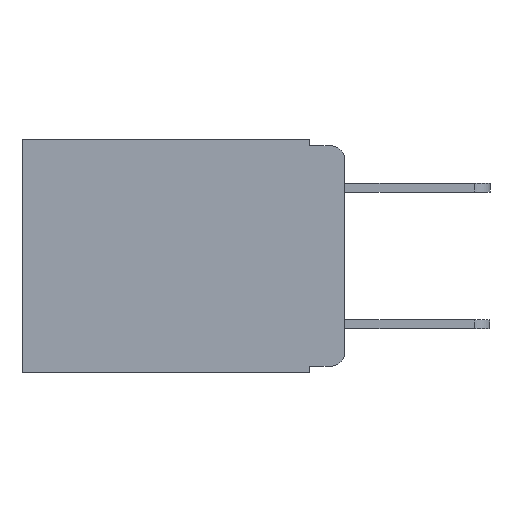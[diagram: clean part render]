
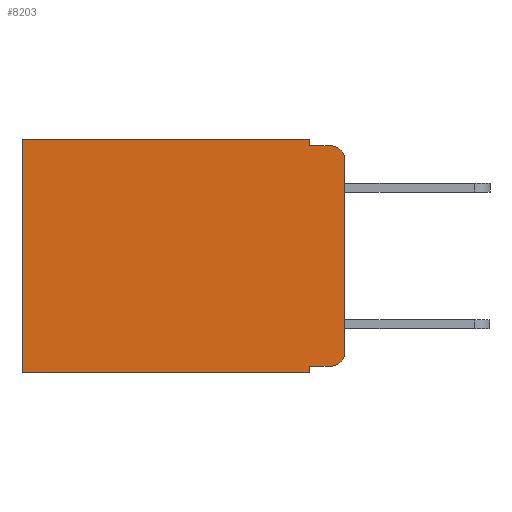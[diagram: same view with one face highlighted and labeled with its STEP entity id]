
A CAD part, left-side view. The second image highlights one B-rep face of the part: STEP entity #8203.
In plain terms, the highlighted planar face has unit normal (-1, 0, 0).
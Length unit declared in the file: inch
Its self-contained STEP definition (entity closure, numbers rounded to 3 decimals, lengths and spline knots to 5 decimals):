
#269 = DIRECTION ( 'NONE',  ( 0., 0., -1. ) ) ;
#497 = LINE ( 'NONE', #3435, #7321 ) ;
#679 = EDGE_CURVE ( 'NONE', #2970, #3347, #838, .T. ) ;
#694 = EDGE_CURVE ( 'NONE', #2772, #3877, #497, .T. ) ;
#732 = VERTEX_POINT ( 'NONE', #2389 ) ;
#773 = CARTESIAN_POINT ( 'NONE',  ( 0.298, 0.051, -0.343 ) ) ;
#838 = LINE ( 'NONE', #2936, #9435 ) ;
#934 = CARTESIAN_POINT ( 'NONE',  ( 0.298, 0.473, 0. ) ) ;
#1065 = ORIENTED_EDGE ( 'NONE', *, *, #6053, .T. ) ;
#1173 = VERTEX_POINT ( 'NONE', #9898 ) ;
#1383 = EDGE_CURVE ( 'NONE', #6301, #732, #10367, .T. ) ;
#1661 = CARTESIAN_POINT ( 'NONE',  ( 0.298, 0., -0.343 ) ) ;
#2103 = CARTESIAN_POINT ( 'NONE',  ( 0.298, 0., -0.313 ) ) ;
#2238 = ORIENTED_EDGE ( 'NONE', *, *, #5489, .T. ) ;
#2389 = CARTESIAN_POINT ( 'NONE',  ( 0.298, 0.473, -0.343 ) ) ;
#2503 = EDGE_CURVE ( 'NONE', #2899, #5689, #9061, .T. ) ;
#2504 = EDGE_CURVE ( 'NONE', #2970, #7379, #5062, .T. ) ;
#2525 = DIRECTION ( 'NONE',  ( -1., 0., 0. ) ) ;
#2532 = EDGE_CURVE ( 'NONE', #2899, #6301, #8615, .T. ) ;
#2623 = VECTOR ( 'NONE', #6006, 39.37008 ) ;
#2662 = LINE ( 'NONE', #8539, #4834 ) ;
#2772 = VERTEX_POINT ( 'NONE', #8447 ) ;
#2827 = DIRECTION ( 'NONE',  ( 0., 0., -1. ) ) ;
#2899 = VERTEX_POINT ( 'NONE', #9951 ) ;
#2936 = CARTESIAN_POINT ( 'NONE',  ( 0.298, 0., 0. ) ) ;
#2970 = VERTEX_POINT ( 'NONE', #9802 ) ;
#3045 = ORIENTED_EDGE ( 'NONE', *, *, #2503, .T. ) ;
#3347 = VERTEX_POINT ( 'NONE', #2103 ) ;
#3435 = CARTESIAN_POINT ( 'NONE',  ( 0.298, 0., 0. ) ) ;
#3582 = DIRECTION ( 'NONE',  ( 0., 0., -1. ) ) ;
#3820 = DIRECTION ( 'NONE',  ( 0., -1., 0. ) ) ;
#3877 = VERTEX_POINT ( 'NONE', #934 ) ;
#3976 = ORIENTED_EDGE ( 'NONE', *, *, #1383, .F. ) ;
#4450 = ORIENTED_EDGE ( 'NONE', *, *, #2532, .F. ) ;
#4477 = CARTESIAN_POINT ( 'NONE',  ( 0.298, 0.02, -0.333 ) ) ;
#4593 = CARTESIAN_POINT ( 'NONE',  ( 0.298, 0.02, -0.03 ) ) ;
#4743 = AXIS2_PLACEMENT_3D ( 'NONE', #4593, #2525, #2827 ) ;
#4745 = PLANE ( 'NONE',  #5927 ) ;
#4834 = VECTOR ( 'NONE', #3820, 39.37008 ) ;
#4986 = ORIENTED_EDGE ( 'NONE', *, *, #679, .F. ) ;
#5043 = AXIS2_PLACEMENT_3D ( 'NONE', #8058, #8313, #8304 ) ;
#5062 = CIRCLE ( 'NONE', #4743, 0.02 ) ;
#5489 = EDGE_CURVE ( 'NONE', #5689, #3347, #10294, .T. ) ;
#5689 = VERTEX_POINT ( 'NONE', #4477 ) ;
#5927 = AXIS2_PLACEMENT_3D ( 'NONE', #8520, #10617, #6378 ) ;
#6006 = DIRECTION ( 'NONE',  ( 0., -1., 0. ) ) ;
#6034 = CARTESIAN_POINT ( 'NONE',  ( 0.298, 0.051, -0.333 ) ) ;
#6053 = EDGE_CURVE ( 'NONE', #3877, #732, #7560, .T. ) ;
#6301 = VERTEX_POINT ( 'NONE', #773 ) ;
#6378 = DIRECTION ( 'NONE',  ( 0., 0., -1. ) ) ;
#6435 = CARTESIAN_POINT ( 'NONE',  ( 0.298, 0.473, 0. ) ) ;
#6455 = VECTOR ( 'NONE', #269, 39.37008 ) ;
#6568 = DIRECTION ( 'NONE',  ( 0., 1., 0. ) ) ;
#6590 = VECTOR ( 'NONE', #6568, 39.37008 ) ;
#6592 = EDGE_CURVE ( 'NONE', #1173, #7379, #2662, .T. ) ;
#6643 = DIRECTION ( 'NONE',  ( 0., 0., -1. ) ) ;
#6773 = ORIENTED_EDGE ( 'NONE', *, *, #7614, .F. ) ;
#6782 = DIRECTION ( 'NONE',  ( 0., 1., 0. ) ) ;
#7179 = VECTOR ( 'NONE', #9477, 39.37008 ) ;
#7321 = VECTOR ( 'NONE', #6782, 39.37008 ) ;
#7373 = CARTESIAN_POINT ( 'NONE',  ( 0.298, 0.051, 0. ) ) ;
#7379 = VERTEX_POINT ( 'NONE', #10602 ) ;
#7545 = ORIENTED_EDGE ( 'NONE', *, *, #694, .T. ) ;
#7560 = LINE ( 'NONE', #6435, #7780 ) ;
#7614 = EDGE_CURVE ( 'NONE', #2772, #1173, #9068, .T. ) ;
#7780 = VECTOR ( 'NONE', #3582, 39.37008 ) ;
#8018 = CARTESIAN_POINT ( 'NONE',  ( 0.298, 0.051, 0. ) ) ;
#8058 = CARTESIAN_POINT ( 'NONE',  ( 0.298, 0.02, -0.313 ) ) ;
#8203 = ADVANCED_FACE ( 'NONE', ( #9282 ), #4745, .F. ) ;
#8304 = DIRECTION ( 'NONE',  ( 0., 0., -1. ) ) ;
#8313 = DIRECTION ( 'NONE',  ( -1., 0., 0. ) ) ;
#8359 = ORIENTED_EDGE ( 'NONE', *, *, #6592, .F. ) ;
#8447 = CARTESIAN_POINT ( 'NONE',  ( 0.298, 0.051, 0. ) ) ;
#8520 = CARTESIAN_POINT ( 'NONE',  ( 0.298, 0., 0. ) ) ;
#8539 = CARTESIAN_POINT ( 'NONE',  ( 0.298, 0.051, -0.01 ) ) ;
#8615 = LINE ( 'NONE', #7373, #6455 ) ;
#9061 = LINE ( 'NONE', #6034, #2623 ) ;
#9068 = LINE ( 'NONE', #8018, #7179 ) ;
#9282 = FACE_OUTER_BOUND ( 'NONE', #9702, .T. ) ;
#9376 = ORIENTED_EDGE ( 'NONE', *, *, #2504, .T. ) ;
#9435 = VECTOR ( 'NONE', #6643, 39.37008 ) ;
#9477 = DIRECTION ( 'NONE',  ( 0., 0., -1. ) ) ;
#9702 = EDGE_LOOP ( 'NONE', ( #4986, #9376, #8359, #6773, #7545, #1065, #3976, #4450, #3045, #2238 ) ) ;
#9802 = CARTESIAN_POINT ( 'NONE',  ( 0.298, 0., -0.03 ) ) ;
#9898 = CARTESIAN_POINT ( 'NONE',  ( 0.298, 0.051, -0.01 ) ) ;
#9951 = CARTESIAN_POINT ( 'NONE',  ( 0.298, 0.051, -0.333 ) ) ;
#10294 = CIRCLE ( 'NONE', #5043, 0.02 ) ;
#10367 = LINE ( 'NONE', #1661, #6590 ) ;
#10602 = CARTESIAN_POINT ( 'NONE',  ( 0.298, 0.02, -0.01 ) ) ;
#10617 = DIRECTION ( 'NONE',  ( 1., 0., 0. ) ) ;
